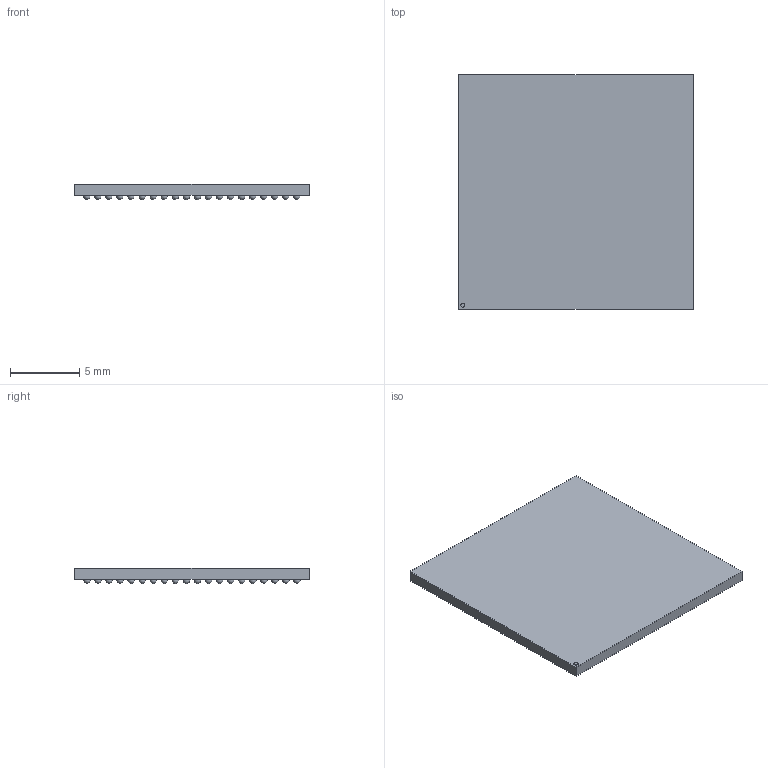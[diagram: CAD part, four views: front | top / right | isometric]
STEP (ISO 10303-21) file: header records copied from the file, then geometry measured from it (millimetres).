
FILE_DESCRIPTION(/* description */ ('model of Lattice_caBGA-381_17.0x17.0mm_Layout20x20_P0.8mm'),/* implementation_level */ '2;1');
FILE_NAME(/* name */ 'Lattice_caBGA-381_17.0x17.0mm_Layout20x20_P0.8mm.step',/* time_stamp */ '2021-04-29T19:48:44',/* author */ ('kicad StepUp','ksu'),/* organization */ ('FreeCAD'),/* preprocessor_version */ 'OCC',/* originating_system */ 'kicad StepUp',/* authorisation */ '');
FILE_SCHEMA(('AUTOMOTIVE_DESIGN { 1 0 10303 214 1 1 1 1 }'));
Length unit declared in the file: millimetre
Products named in the file (1): Lattice_caBGA_381_170x170mm_Layout20x20_P08mm
Bounding box: 17 x 17 x 1.11 mm (x, y, z)
Volume: 233.9 mm3; surface area: 652.8 mm2
Topology: 1 solids, 1 shells, 75 faces, 216 edges, 144 vertices
Faces by surface type: sphere 67, plane 7, cylinder 1
Full cylindrical faces by diameter (mm): 0.3 x1
Entity records: 4231 total; most frequent: DIRECTION 734, CARTESIAN_POINT 673, ORIENTED_EDGE 298, PCURVE 298, DEFINITIONAL_REPRESENTATION 298, LINE 242, VECTOR 242, AXIS2_PLACEMENT_3D 212
